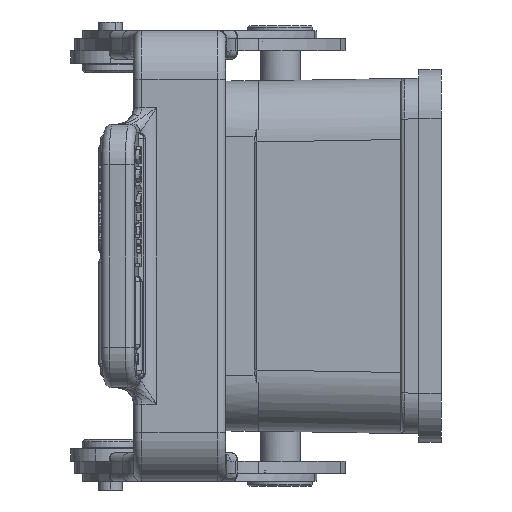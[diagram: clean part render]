
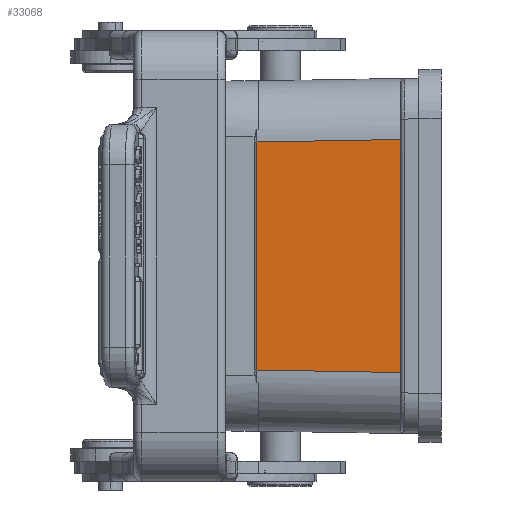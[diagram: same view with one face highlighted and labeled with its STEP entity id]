
A CAD part, left-side view. The second image highlights one B-rep face of the part: STEP entity #33068.
In plain terms, the highlighted planar face has unit normal (-1, 0.018, 0).
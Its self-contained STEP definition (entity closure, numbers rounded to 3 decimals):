
#4368=CARTESIAN_POINT('',(9.686,4.5,-36.2));
#6188=DIRECTION('',(0.,0.,-1.));
#6189=VECTOR('',#6188,28.013);
#6190=CARTESIAN_POINT('',(9.995,22.205,-7.878));
#6191=LINE('',#6190,#6189);
#6263=DIRECTION('',(-0.017,-1.,0.017));
#6264=VECTOR('',#6263,17.711);
#6265=CARTESIAN_POINT('',(9.995,22.205,-7.878));
#6266=LINE('',#6265,#6264);
#6267=DIRECTION('',(0.,0.,-1.));
#6268=VECTOR('',#6267,28.63);
#6269=CARTESIAN_POINT('',(9.686,4.5,-7.569));
#6270=LINE('',#6269,#6268);
#6271=DIRECTION('',(0.017,1.,0.017));
#6272=VECTOR('',#6271,17.711);
#6273=CARTESIAN_POINT('',(9.686,4.5,-36.2));
#6274=LINE('',#6273,#6272);
#20573=VERTEX_POINT('',#4368);
#20574=CARTESIAN_POINT('',(9.686,4.5,
-7.569));
#20575=VERTEX_POINT('',#20574);
#20971=CARTESIAN_POINT('',(9.995,22.205,
-7.878));
#20972=VERTEX_POINT('',#20971);
#20980=CARTESIAN_POINT('',(9.995,22.205,
-35.891));
#20981=VERTEX_POINT('',#20980);
#33057=CARTESIAN_POINT('',(9.841,13.353,
-21.885));
#33058=DIRECTION('',(1.,-0.017,0.));
#33059=DIRECTION('',(0.,0.,1.));
#33060=AXIS2_PLACEMENT_3D('',#33057,#33058,#33059);
#33061=PLANE('',#33060);
#33062=ORIENTED_EDGE('',*,*,#32973,.F.);
#33063=ORIENTED_EDGE('',*,*,#32914,.T.);
#33064=ORIENTED_EDGE('',*,*,#30894,.T.);
#33065=ORIENTED_EDGE('',*,*,#33038,.T.);
#33066=EDGE_LOOP('',(#33062,#33063,#33064,#33065));
#33067=FACE_OUTER_BOUND('',#33066,.F.);
#33068=ADVANCED_FACE('',(#33067),#33061,.F.);
#30894=EDGE_CURVE('',#20575,#20573,#6270,.T.);
#32914=EDGE_CURVE('',#20972,#20575,#6266,.T.);
#32973=EDGE_CURVE('',#20972,#20981,#6191,.T.);
#33038=EDGE_CURVE('',#20573,#20981,#6274,.T.);
